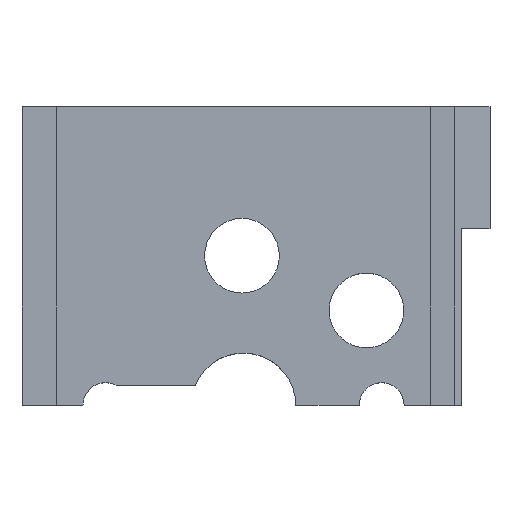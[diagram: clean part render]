
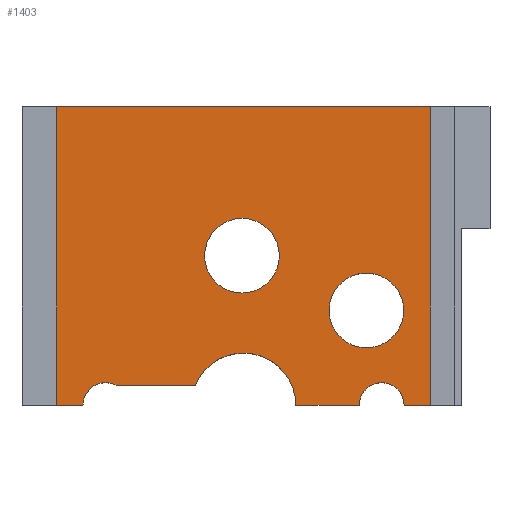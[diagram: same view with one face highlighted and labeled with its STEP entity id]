
A CAD part, top view. The second image highlights one B-rep face of the part: STEP entity #1403.
In plain terms, the highlighted planar face has unit normal (0, 0, 1).
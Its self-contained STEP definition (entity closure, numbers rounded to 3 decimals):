
#16=FACE_BOUND('',#204,.T.);
#17=FACE_BOUND('',#205,.T.);
#68=CIRCLE('',#1451,1.5);
#70=CIRCLE('',#1454,1.5);
#74=CIRCLE('',#1476,2.1);
#75=CIRCLE('',#1479,0.9);
#76=CIRCLE('',#1486,0.9);
#130=FACE_OUTER_BOUND('',#203,.T.);
#203=EDGE_LOOP('',(#1191,#1192,#1193,#1194,#1195,#1196,#1197,#1198,#1199,
#1200));
#204=EDGE_LOOP('',(#1201));
#205=EDGE_LOOP('',(#1202));
#346=LINE('',#2498,#517);
#360=LINE('',#2526,#531);
#367=LINE('',#2542,#538);
#377=LINE('',#2563,#548);
#378=LINE('',#2565,#549);
#379=LINE('',#2567,#550);
#380=LINE('',#2568,#551);
#517=VECTOR('',#1717,1.);
#531=VECTOR('',#1739,1.);
#538=VECTOR('',#1752,1.);
#548=VECTOR('',#1776,10.);
#549=VECTOR('',#1779,1.);
#550=VECTOR('',#1780,1.);
#551=VECTOR('',#1781,1.);
#634=VERTEX_POINT('',#2311);
#636=VERTEX_POINT('',#2317);
#672=VERTEX_POINT('',#2495);
#673=VERTEX_POINT('',#2497);
#681=VERTEX_POINT('',#2518);
#682=VERTEX_POINT('',#2520);
#683=VERTEX_POINT('',#2524);
#684=VERTEX_POINT('',#2528);
#689=VERTEX_POINT('',#2540);
#692=VERTEX_POINT('',#2557);
#693=VERTEX_POINT('',#2559);
#694=VERTEX_POINT('',#2566);
#780=EDGE_CURVE('',#634,#634,#68,.T.);
#783=EDGE_CURVE('',#636,#636,#70,.T.);
#837=EDGE_CURVE('',#673,#672,#346,.T.);
#849=EDGE_CURVE('',#681,#682,#74,.T.);
#852=EDGE_CURVE('',#681,#683,#360,.T.);
#854=EDGE_CURVE('',#683,#684,#75,.T.);
#860=EDGE_CURVE('',#684,#689,#367,.T.);
#869=EDGE_CURVE('',#693,#692,#76,.T.);
#871=EDGE_CURVE('',#692,#682,#377,.T.);
#872=EDGE_CURVE('',#673,#689,#378,.T.);
#873=EDGE_CURVE('',#694,#672,#379,.T.);
#874=EDGE_CURVE('',#694,#693,#380,.T.);
#1191=ORIENTED_EDGE('',*,*,#871,.T.);
#1192=ORIENTED_EDGE('',*,*,#849,.F.);
#1193=ORIENTED_EDGE('',*,*,#852,.T.);
#1194=ORIENTED_EDGE('',*,*,#854,.T.);
#1195=ORIENTED_EDGE('',*,*,#860,.T.);
#1196=ORIENTED_EDGE('',*,*,#872,.F.);
#1197=ORIENTED_EDGE('',*,*,#837,.T.);
#1198=ORIENTED_EDGE('',*,*,#873,.F.);
#1199=ORIENTED_EDGE('',*,*,#874,.T.);
#1200=ORIENTED_EDGE('',*,*,#869,.T.);
#1201=ORIENTED_EDGE('',*,*,#780,.T.);
#1202=ORIENTED_EDGE('',*,*,#783,.T.);
#1332=PLANE('',#1488);
#1403=ADVANCED_FACE('',(#130,#16,#17),#1332,.F.);
#1451=AXIS2_PLACEMENT_3D('',#2313,#1624,#1625);
#1454=AXIS2_PLACEMENT_3D('',#2319,#1631,#1632);
#1476=AXIS2_PLACEMENT_3D('',#2521,#1733,#1734);
#1479=AXIS2_PLACEMENT_3D('',#2530,#1743,#1744);
#1486=AXIS2_PLACEMENT_3D('',#2560,#1771,#1772);
#1488=AXIS2_PLACEMENT_3D('',#2564,#1777,#1778);
#1624=DIRECTION('center_axis',(0.,0.,-1.));
#1625=DIRECTION('ref_axis',(1.,0.,0.));
#1631=DIRECTION('center_axis',(0.,0.,-1.));
#1632=DIRECTION('ref_axis',(1.,0.,0.));
#1717=DIRECTION('',(-1.,0.,0.));
#1733=DIRECTION('center_axis',(0.,0.,1.));
#1734=DIRECTION('ref_axis',(-1.,0.,0.));
#1739=DIRECTION('',(1.,0.,0.));
#1743=DIRECTION('center_axis',(0.,0.,-1.));
#1744=DIRECTION('ref_axis',(-1.,0.,0.));
#1752=DIRECTION('',(1.,0.,0.));
#1771=DIRECTION('center_axis',(0.,0.,-1.));
#1772=DIRECTION('ref_axis',(-1.,0.,0.));
#1776=DIRECTION('',(1.,0.,0.));
#1777=DIRECTION('center_axis',(0.,0.,-1.));
#1778=DIRECTION('ref_axis',(1.,0.,0.));
#1779=DIRECTION('',(0.,-1.,0.));
#1780=DIRECTION('',(0.,1.,0.));
#1781=DIRECTION('',(1.,0.,0.));
#2311=CARTESIAN_POINT('',(-1.564,5.512,-2.6));
#2313=CARTESIAN_POINT('Origin',(-0.064,5.512,-2.6));
#2317=CARTESIAN_POINT('',(3.436,3.312,-2.6));
#2319=CARTESIAN_POINT('Origin',(4.936,3.312,-2.6));
#2495=CARTESIAN_POINT('',(-7.5,11.5,-2.6));
#2497=CARTESIAN_POINT('',(7.5,11.5,-2.6));
#2498=CARTESIAN_POINT('',(7.5,11.5,-2.6));
#2518=CARTESIAN_POINT('',(2.1,-0.5,-2.6));
#2520=CARTESIAN_POINT('',(-1.942,0.3,-2.6));
#2521=CARTESIAN_POINT('Origin',(0.,-0.5,-2.6));
#2524=CARTESIAN_POINT('',(4.65,-0.5,-2.6));
#2526=CARTESIAN_POINT('',(1.847,-0.5,-2.6));
#2528=CARTESIAN_POINT('',(6.45,-0.5,-2.6));
#2530=CARTESIAN_POINT('Origin',(5.55,-0.49,-2.6));
#2540=CARTESIAN_POINT('',(7.5,-0.5,-2.6));
#2542=CARTESIAN_POINT('',(1.847,-0.5,-2.6));
#2557=CARTESIAN_POINT('',(-5.119,0.3,-2.6));
#2559=CARTESIAN_POINT('',(-6.45,-0.5,-2.6));
#2560=CARTESIAN_POINT('Origin',(-5.55,-0.49,-2.6));
#2563=CARTESIAN_POINT('',(-8.15,0.3,-2.6));
#2564=CARTESIAN_POINT('Origin',(-7.5,4.,-2.6));
#2565=CARTESIAN_POINT('',(7.5,4.,-2.6));
#2566=CARTESIAN_POINT('',(-7.5,-0.5,-2.6));
#2567=CARTESIAN_POINT('',(-7.5,4.,-2.6));
#2568=CARTESIAN_POINT('',(-7.5,-0.5,-2.6));
